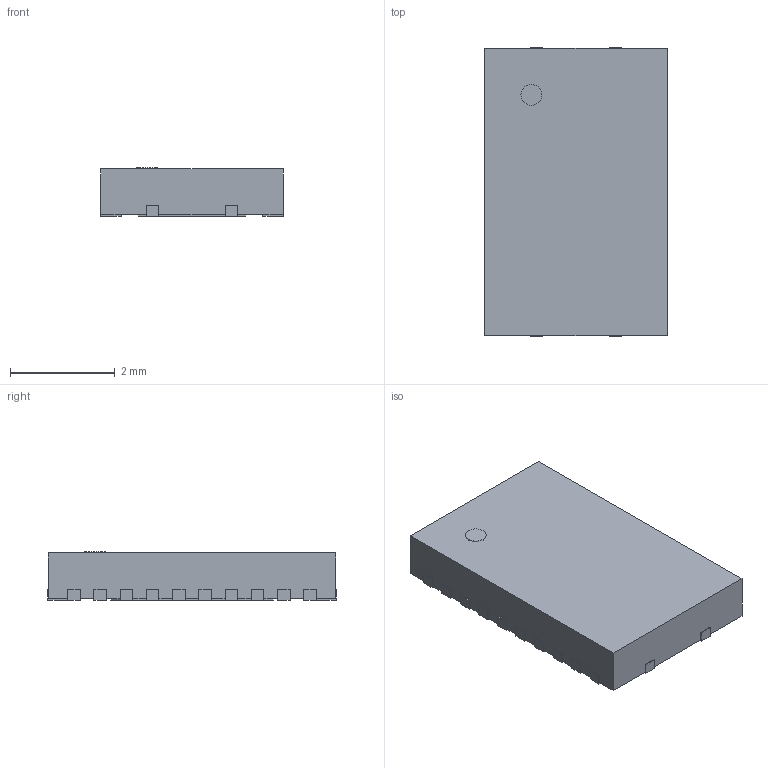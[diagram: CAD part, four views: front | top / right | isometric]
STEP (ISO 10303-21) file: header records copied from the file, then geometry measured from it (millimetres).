
FILE_DESCRIPTION(/* description */ ('model of Texas_RGY_R-PVQFN-N24_EP2.05x3.1mm'),/* implementation_level */ '2;1');
FILE_NAME(/* name */ 'Texas_RGY_R-PVQFN-N24_EP2.05x3.1mm.step',/* time_stamp */ '2023-01-04T14:55:42',/* author */ ('KiCAD','kicad'),/* organization */ ('OCCT'),/* preprocessor_version */ '',/* originating_system */ 'KiCAD',/* authorisation */ '');
FILE_SCHEMA(('AUTOMOTIVE_DESIGN { 1 0 10303 214 1 1 1 1 }'));
Length unit declared in the file: millimetre
Products named in the file (9): CQ assembly; 79906a6a-8c37-11ed-b70b-a0cec80452fd; 79906a6a-8c37-11ed-b70b-a0cec80452fd_part; 79906f88-8c37-11ed-b70b-a0cec80452fd; 79906f88-8c37-11ed-b70b-a0cec80452fd_part; 7990728a-8c37-11ed-b70b-a0cec80452fd; 7990728a-8c37-11ed-b70b-a0cec80452fd_part; 7990751e-8c37-11ed-b70b-a0cec80452fd; 7990751e-8c37-11ed-b70b-a0cec80452fd_part
Assembly tree (8 placements, depth 4):
  CQ assembly
    79906a6a-8c37-11ed-b70b-a0cec80452fd
      79906a6a-8c37-11ed-b70b-a0cec80452fd_part
      79906f88-8c37-11ed-b70b-a0cec80452fd
        79906f88-8c37-11ed-b70b-a0cec80452fd_part
      7990728a-8c37-11ed-b70b-a0cec80452fd
        7990728a-8c37-11ed-b70b-a0cec80452fd_part
      7990751e-8c37-11ed-b70b-a0cec80452fd
        7990751e-8c37-11ed-b70b-a0cec80452fd_part
Bounding box: 3.5 x 5.5 x 0.92 mm (x, y, z)
Volume: 16.9 mm3; surface area: 81.2 mm2
Topology: 27 solids, 27 shells, 262 faces, 621 edges, 414 vertices
Faces by surface type: plane 261, cylinder 1
Full cylindrical faces by diameter (mm): 0.4 x1
Entity records: 7684 total; most frequent: CARTESIAN_POINT 1306, ORIENTED_EDGE 1242, DIRECTION 1165, EDGE_CURVE 621, LINE 619, VECTOR 619, VERTEX_POINT 414, AXIS2_PLACEMENT_3D 273
